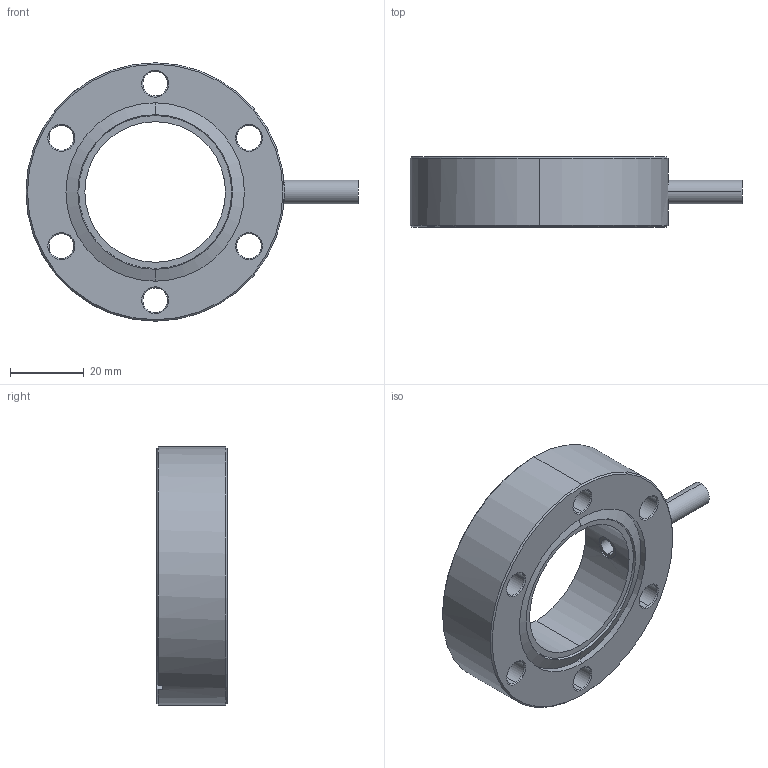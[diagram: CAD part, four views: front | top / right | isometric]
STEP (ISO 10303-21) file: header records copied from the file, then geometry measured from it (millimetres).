
FILE_DESCRIPTION (( 'STEP AP214' ), '1' );
FILE_NAME ('Hositrad_CF35-38DX1-6.STEP', '2017-05-17T08:56:16', ( 'Gebruiker' ), ( '' ), 'SwSTEP 2.0', 'SolidWorks 2017', '' );
FILE_SCHEMA (( 'AUTOMOTIVE_DESIGN' ));
Length unit declared in the file: millimetre
Products named in the file (3): NW35CF-Double-Radial-1_2-hole; Tube15.8-19_D6.4-L35,9; Hositrad_CF35-38DX1-6
Assembly tree (2 placements, depth 2):
  Hositrad_CF35-38DX1-6
    NW35CF-Double-Radial-1_2-hole
    Tube15.8-19_D6.4-L35,9
Bounding box: 89.95 x 19 x 70 mm (x, y, z)
Volume: 45758.4 mm3; surface area: 15646.1 mm2
Topology: 2 solids, 2 shells, 75 faces, 180 edges, 110 vertices
Faces by surface type: cone 37, cylinder 27, plane 9, torus 2
Entity records: 2468 total; most frequent: CARTESIAN_POINT 512, DIRECTION 434, ORIENTED_EDGE 360, AXIS2_PLACEMENT_3D 182, EDGE_CURVE 180, VERTEX_POINT 110, CIRCLE 102, EDGE_LOOP 94
